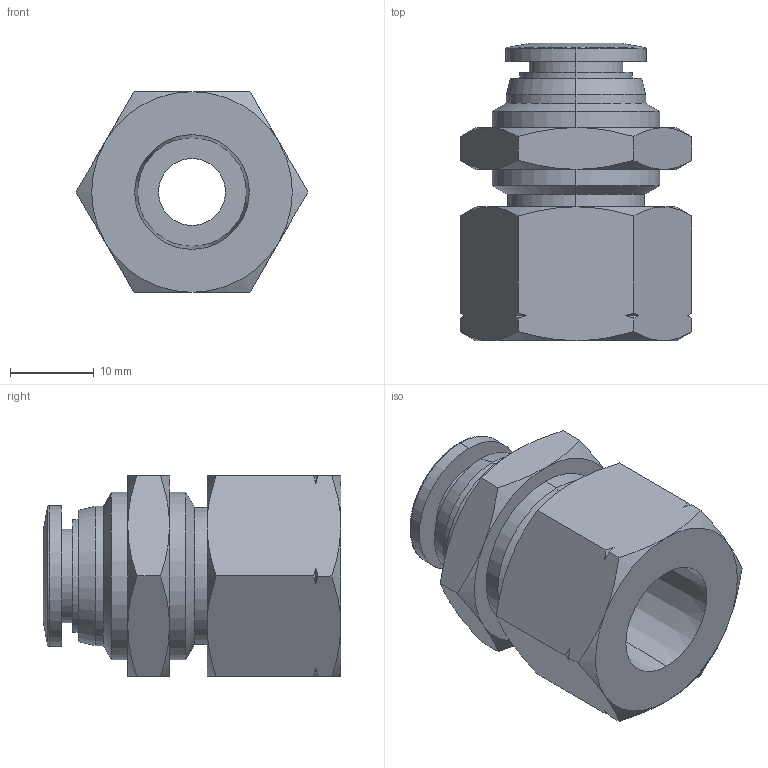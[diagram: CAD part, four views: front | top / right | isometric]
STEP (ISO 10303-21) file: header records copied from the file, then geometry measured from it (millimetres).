
FILE_DESCRIPTION (( 'STEP AP214' ), '1' );
FILE_NAME ('FB38-14N.step', '2016-02-24T20:32:21', ( '' ), ( '' ), 'SwSTEP 2.0', 'SolidWorks 2015', '' );
FILE_SCHEMA (( 'AUTOMOTIVE_DESIGN' ));
Length unit declared in the file: inch
Products named in the file (1): FB38-14N
Bounding box: 27.71 x 35.6 x 24 mm (x, y, z)
Volume: 10469 mm3; surface area: 5198.3 mm2
Topology: 1 solids, 1 shells, 91 faces, 202 edges, 120 vertices
Faces by surface type: cone 48, plane 21, cylinder 18, bspline 4
Entity records: 3925 total; most frequent: CARTESIAN_POINT 786, ORIENTED_EDGE 404, DIRECTION 388, EDGE_CURVE 202, AXIS2_PLACEMENT_3D 170, VERTEX_POINT 120, EDGE_LOOP 100, LENGTH_MEASURE_WITH_UNIT 94
